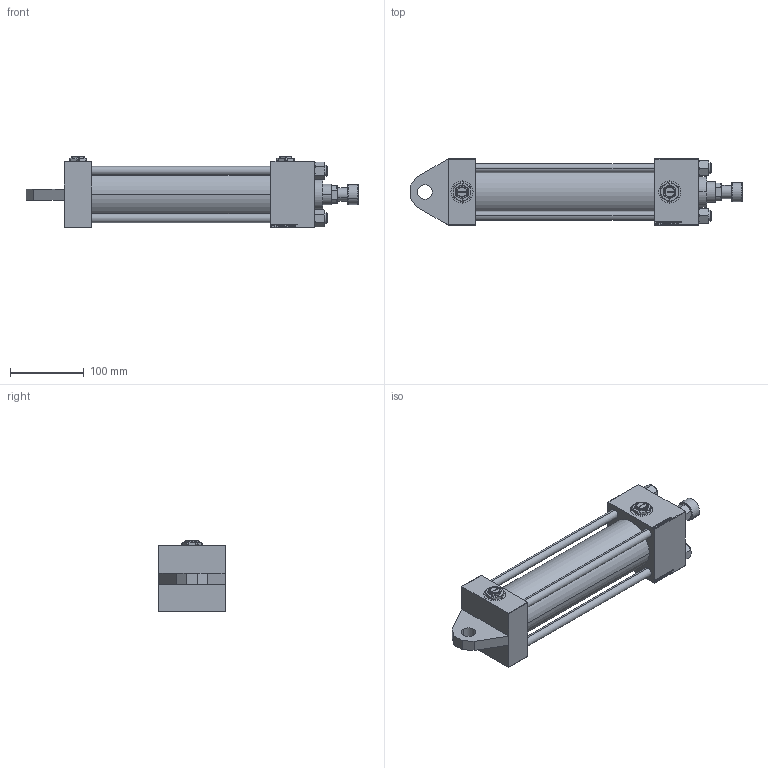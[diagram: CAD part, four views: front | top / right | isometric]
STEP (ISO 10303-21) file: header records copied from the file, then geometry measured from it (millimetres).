
FILE_DESCRIPTION (( 'STEP AP203' ), '1' );
FILE_NAME ('75c2.STEP', '2023-08-23T00:25:05', ( '' ), ( '' ), 'SwSTEP 2.0', 'SolidWorks 2019', '' );
FILE_SCHEMA (( 'CONFIG_CONTROL_DESIGN' ));
Length unit declared in the file: millimetre
Products named in the file (8): V215CR_ROD_END_F 4c28d8b5f47e504b3a0c05c9302d3892; NUT_M5_I 4c28d8b5f47e504b3a0c05c9302d3892; V215CR_I_Body 4c28d8b5f47e504b3a0c05c9302d3892; 75c2; V215CR_TYCINKA_I 4c28d8b5f47e504b3a0c05c9302d3892; V215CR_VCP_I 4c28d8b5f47e504b3a0c05c9302d3892; V215_VC_A 4c28d8b5f47e504b3a0c05c9302d3892; Zatka_pro_OIL_PORT 4c28d8b5f47e504b3a0c05c9302d3892
Assembly tree (14 placements, depth 2):
  75c2
    V215CR_I_Body 4c28d8b5f47e504b3a0c05c9302d3892
    V215CR_VCP_I 4c28d8b5f47e504b3a0c05c9302d3892
    V215CR_TYCINKA_I 4c28d8b5f47e504b3a0c05c9302d3892  x4
    NUT_M5_I 4c28d8b5f47e504b3a0c05c9302d3892  x4
    V215_VC_A 4c28d8b5f47e504b3a0c05c9302d3892
    V215CR_ROD_END_F 4c28d8b5f47e504b3a0c05c9302d3892
    Zatka_pro_OIL_PORT 4c28d8b5f47e504b3a0c05c9302d3892  x2
Bounding box: 450 x 90 x 97 mm (x, y, z)
Volume: 1315157.4 mm3; surface area: 317773.1 mm2
Topology: 14 solids, 14 shells, 1194 faces, 2978 edges, 1919 vertices
Faces by surface type: plane 554, bspline 360, cone 172, cylinder 96, torus 12
Entity records: 48604 total; most frequent: CARTESIAN_POINT 25015, ORIENTED_EDGE 5256, DIRECTION 3448, EDGE_CURVE 2628, VERTEX_POINT 1717, LINE 1572, VECTOR 1572, EDGE_LOOP 1155
